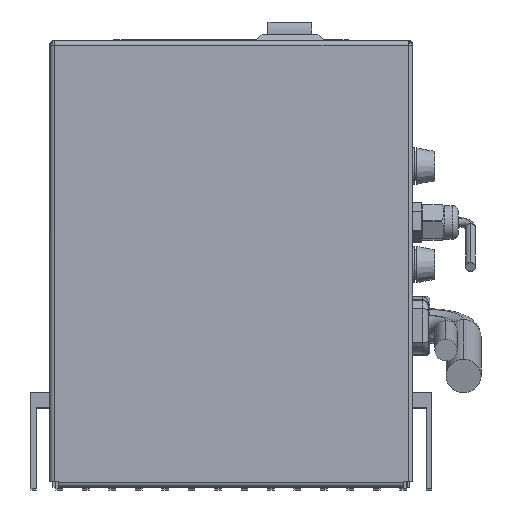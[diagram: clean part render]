
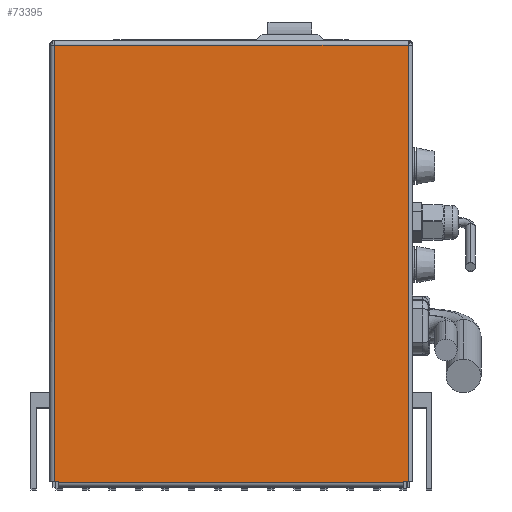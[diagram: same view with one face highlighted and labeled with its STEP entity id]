
A CAD part, top view. The second image highlights one B-rep face of the part: STEP entity #73395.
In plain terms, the highlighted face is planar.
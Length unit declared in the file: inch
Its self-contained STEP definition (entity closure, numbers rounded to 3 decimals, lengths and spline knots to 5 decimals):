
#418 = CARTESIAN_POINT ( 'NONE',  ( -5.42281, -3.66625, -2.98001 ) ) ;
#440 = CARTESIAN_POINT ( 'NONE',  ( -5.42281, 3.6822, 2.98001 ) ) ;
#997 = CARTESIAN_POINT ( 'NONE',  ( -5.42281, -3.66625, -2.90625 ) ) ;
#1262 = VERTEX_POINT ( 'NONE', #997 ) ;
#2065 = EDGE_CURVE ( 'NONE', #28604, #75662, #34407, .T. ) ;
#2102 = VERTEX_POINT ( 'NONE', #58869 ) ;
#3734 = ORIENTED_EDGE ( 'NONE', *, *, #2065, .T. ) ;
#3850 = CARTESIAN_POINT ( 'NONE',  ( -5.42281, -3.66625, -3.05781 ) ) ;
#5788 = PLANE ( 'NONE',  #67468 ) ;
#6568 = ORIENTED_EDGE ( 'NONE', *, *, #33929, .T. ) ;
#10134 = ORIENTED_EDGE ( 'NONE', *, *, #62368, .T. ) ;
#10459 = DIRECTION ( 'NONE',  ( 0., 1., 0. ) ) ;
#13134 = ORIENTED_EDGE ( 'NONE', *, *, #46068, .T. ) ;
#15201 = VECTOR ( 'NONE', #58019, 39.37008 ) ;
#16795 = LINE ( 'NONE', #59025, #39445 ) ;
#16978 = CARTESIAN_POINT ( 'NONE',  ( -5.42281, -3.66625, 2.90625 ) ) ;
#17195 = DIRECTION ( 'NONE',  ( 0., 0., -1. ) ) ;
#17261 = DIRECTION ( 'NONE',  ( 0., 1., 0. ) ) ;
#17460 = ORIENTED_EDGE ( 'NONE', *, *, #35749, .T. ) ;
#20014 = VERTEX_POINT ( 'NONE', #46447 ) ;
#26822 = DIRECTION ( 'NONE',  ( 0., 0., 1. ) ) ;
#28604 = VERTEX_POINT ( 'NONE', #31597 ) ;
#31597 = CARTESIAN_POINT ( 'NONE',  ( -5.42281, -3.6822, -2.90625 ) ) ;
#32137 = CARTESIAN_POINT ( 'NONE',  ( -5.42281, -3.66625, 3.05781 ) ) ;
#33572 = LINE ( 'NONE', #39896, #15201 ) ;
#33686 = LINE ( 'NONE', #32137, #75754 ) ;
#33929 = EDGE_CURVE ( 'NONE', #1262, #28604, #50635, .T. ) ;
#34280 = VERTEX_POINT ( 'NONE', #73328 ) ;
#34407 = LINE ( 'NONE', #47046, #53527 ) ;
#35255 = EDGE_CURVE ( 'NONE', #20014, #66705, #33572, .T. ) ;
#35749 = EDGE_CURVE ( 'NONE', #41566, #2102, #33686, .T. ) ;
#39445 = VECTOR ( 'NONE', #17195, 39.37008 ) ;
#39797 = LINE ( 'NONE', #3850, #52100 ) ;
#39896 = CARTESIAN_POINT ( 'NONE',  ( -5.42281, 3.76, -2.98001 ) ) ;
#40181 = ORIENTED_EDGE ( 'NONE', *, *, #35255, .T. ) ;
#40474 = LINE ( 'NONE', #440, #59548 ) ;
#41566 = VERTEX_POINT ( 'NONE', #50895 ) ;
#43978 = DIRECTION ( 'NONE',  ( 0., -1., 0. ) ) ;
#44319 = VECTOR ( 'NONE', #43978, 39.37008 ) ;
#45696 = EDGE_CURVE ( 'NONE', #66705, #1262, #39797, .T. ) ;
#46068 = EDGE_CURVE ( 'NONE', #2102, #34280, #40474, .T. ) ;
#46447 = CARTESIAN_POINT ( 'NONE',  ( -5.42281, 3.6822, -2.98001 ) ) ;
#46544 = CARTESIAN_POINT ( 'NONE',  ( -5.42281, -3.6822, 2.90625 ) ) ;
#46973 = EDGE_CURVE ( 'NONE', #34280, #20014, #16795, .T. ) ;
#47046 = CARTESIAN_POINT ( 'NONE',  ( -5.42281, -3.6822, 3.05781 ) ) ;
#50635 = LINE ( 'NONE', #63258, #44319 ) ;
#50895 = CARTESIAN_POINT ( 'NONE',  ( -5.42281, -3.66625, 2.90625 ) ) ;
#52100 = VECTOR ( 'NONE', #26822, 39.37008 ) ;
#53527 = VECTOR ( 'NONE', #77401, 39.37008 ) ;
#55624 = VECTOR ( 'NONE', #69861, 39.37008 ) ;
#58019 = DIRECTION ( 'NONE',  ( 0., -1., 0. ) ) ;
#58869 = CARTESIAN_POINT ( 'NONE',  ( -5.42281, -3.66625, 2.98001 ) ) ;
#59025 = CARTESIAN_POINT ( 'NONE',  ( -5.42281, 3.6822, 3.05781 ) ) ;
#59548 = VECTOR ( 'NONE', #10459, 39.37008 ) ;
#59860 = EDGE_LOOP ( 'NONE', ( #6568, #3734, #10134, #17460, #13134, #61718, #40181, #61587 ) ) ;
#61587 = ORIENTED_EDGE ( 'NONE', *, *, #45696, .T. ) ;
#61718 = ORIENTED_EDGE ( 'NONE', *, *, #46973, .T. ) ;
#62368 = EDGE_CURVE ( 'NONE', #75662, #41566, #64357, .T. ) ;
#62528 = DIRECTION ( 'NONE',  ( 0., 0., 1. ) ) ;
#63258 = CARTESIAN_POINT ( 'NONE',  ( -5.42281, -3.66625, -2.90625 ) ) ;
#64357 = LINE ( 'NONE', #16978, #55624 ) ;
#66169 = FACE_OUTER_BOUND ( 'NONE', #59860, .T. ) ;
#66705 = VERTEX_POINT ( 'NONE', #418 ) ;
#67468 = AXIS2_PLACEMENT_3D ( 'NONE', #72871, #71712, #17261 ) ;
#69861 = DIRECTION ( 'NONE',  ( 0., 1., 0. ) ) ;
#71712 = DIRECTION ( 'NONE',  ( 1., 0., 0. ) ) ;
#72871 = CARTESIAN_POINT ( 'NONE',  ( -5.42281, 3.76, 3.05781 ) ) ;
#73328 = CARTESIAN_POINT ( 'NONE',  ( -5.42281, 3.6822, 2.98001 ) ) ;
#73395 = ADVANCED_FACE ( 'NONE', ( #66169 ), #5788, .F. ) ;
#75662 = VERTEX_POINT ( 'NONE', #46544 ) ;
#75754 = VECTOR ( 'NONE', #62528, 39.37008 ) ;
#77401 = DIRECTION ( 'NONE',  ( 0., 0., 1. ) ) ;
